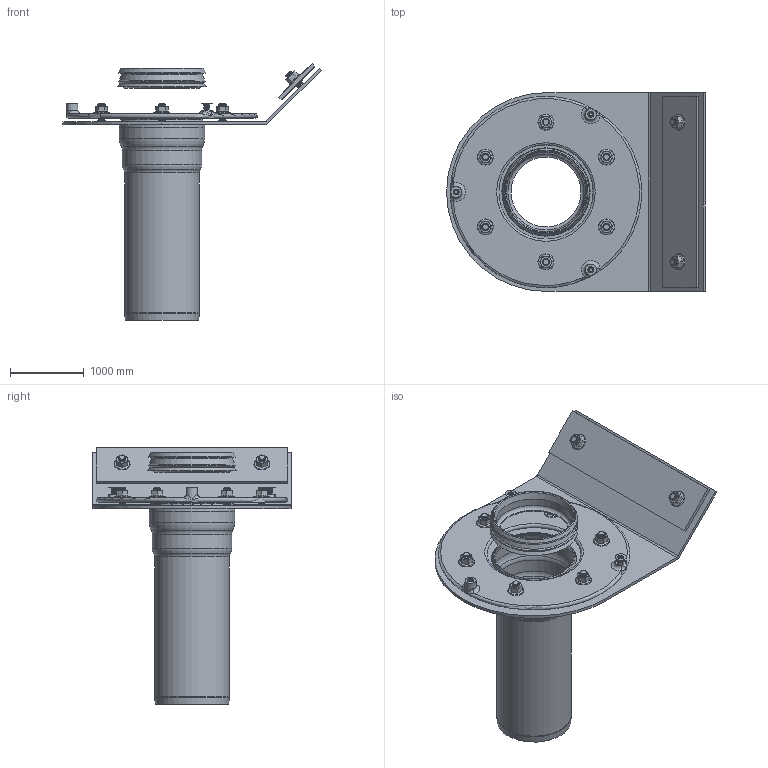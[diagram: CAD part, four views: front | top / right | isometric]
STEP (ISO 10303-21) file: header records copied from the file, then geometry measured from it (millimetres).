
FILE_DESCRIPTION(/* description */ (''),/* implementation_level */ '2;1');
FILE_NAME(/* name */ '21822.100X_3D.stp',/* time_stamp */ '2024-12-12T08:45:51+01:00',/* author */ ('CAD'),/* organization */ (''),/* preprocessor_version */ 'ST-DEVELOPER v20',/* originating_system */ 'AutoCAD Mechanical',/* authorisation */ '');
FILE_SCHEMA (('AUTOMOTIVE_DESIGN { 1 0 10303 214 3 1 1 }'));
Length unit declared in the file: centimetre
Products named in the file (2): Product; *S0
Assembly tree (1 placements, depth 2):
  Product
    *S0
Bounding box: 3516.31 x 2700 x 3490.85 mm (x, y, z)
Volume: 853164128.3 mm3; surface area: 52854797.7 mm2
Topology: 24 solids, 24 shells, 606 faces, 1255 edges, 716 vertices
Faces by surface type: cone 359, plane 137, cylinder 67, torus 37, bspline 6
Full cylindrical faces by diameter (mm): 70 x12, 80 x18, 83.76 x8, 100 x8, 160 x8, 950 x1, 992 x1, 1016 x1, 1036 x1, 1055.991 x1, 1079.991 x1, 1135.991 x1, 1159.991 x1, 1160 x1, 1190 x1
Entity records: 17397 total; most frequent: CARTESIAN_POINT 4371, DIRECTION 2915, ORIENTED_EDGE 2498, EDGE_CURVE 1249, AXIS2_PLACEMENT_3D 1227, VERTEX_POINT 716, EDGE_LOOP 683, CIRCLE 624
